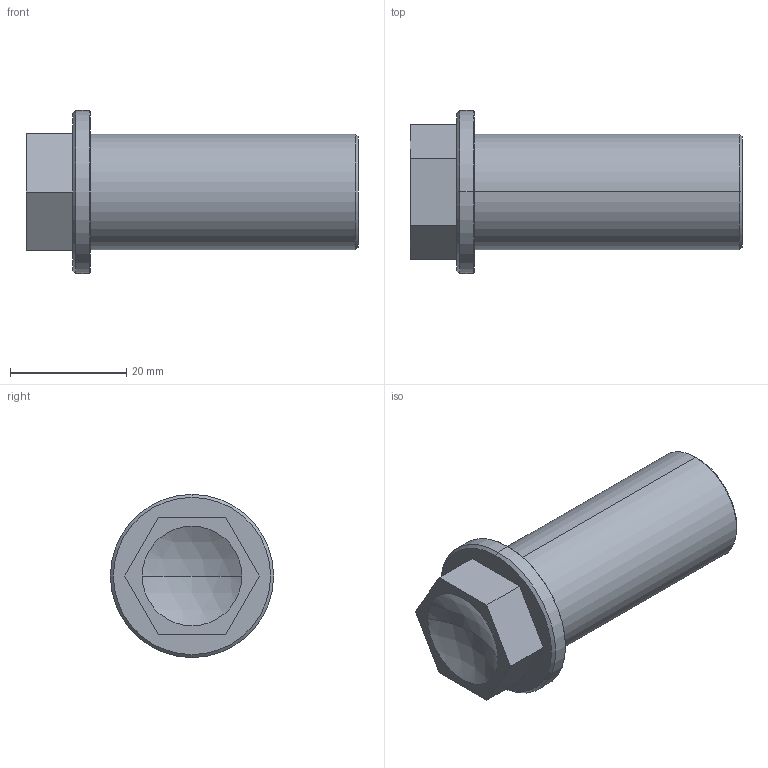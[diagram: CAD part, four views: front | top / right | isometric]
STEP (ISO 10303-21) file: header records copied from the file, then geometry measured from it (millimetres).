
FILE_DESCRIPTION (( 'STEP AP203' ), '1' );
FILE_NAME ('ECROU ROUE AV DOM 29 05 2020.STEP', '2020-05-29T07:47:54', ( '' ), ( '' ), 'SwSTEP 2.0', 'SolidWorks 2018', '' );
FILE_SCHEMA (( 'CONFIG_CONTROL_DESIGN' ));
Length unit declared in the file: millimetre
Products named in the file (1): ECROU ROUE AV DOM 29 05 2020
Bounding box: 57 x 28 x 28 mm (x, y, z)
Volume: 10810.2 mm3; surface area: 6919.8 mm2
Topology: 1 solids, 1 shells, 28 faces, 60 edges, 36 vertices
Faces by surface type: cone 10, plane 10, cylinder 6, sphere 2
Entity records: 819 total; most frequent: DIRECTION 140, CARTESIAN_POINT 123, ORIENTED_EDGE 116, EDGE_CURVE 58, AXIS2_PLACEMENT_3D 53, VERTEX_POINT 36, LINE 34, VECTOR 34
